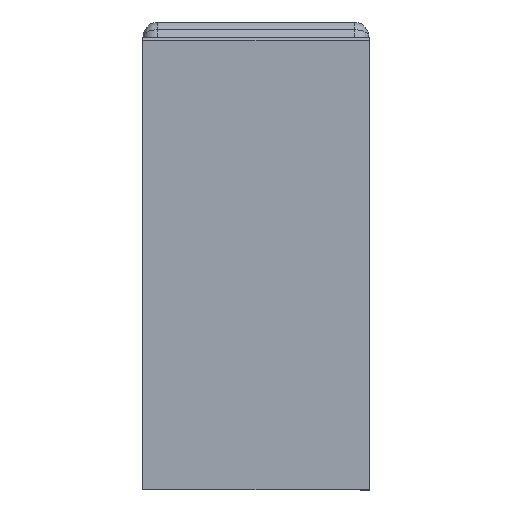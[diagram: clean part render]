
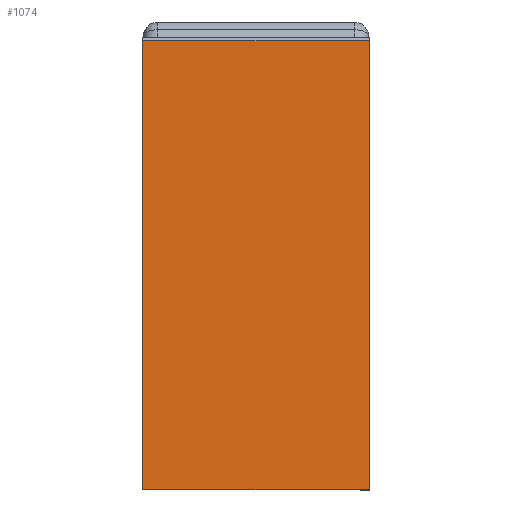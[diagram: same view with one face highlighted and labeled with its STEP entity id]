
A CAD part, left-side view. The second image highlights one B-rep face of the part: STEP entity #1074.
In plain terms, the highlighted planar face has unit normal (-1, 0, 0).
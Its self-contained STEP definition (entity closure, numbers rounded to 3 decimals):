
#34 = CARTESIAN_POINT ( 'NONE',  ( 0., 40., 0. ) ) ;
#45 = CARTESIAN_POINT ( 'NONE',  ( 0., 0., 79.5 ) ) ;
#52 = LINE ( 'NONE', #483, #1081 ) ;
#111 = DIRECTION ( 'NONE',  ( 0., 0., 1. ) ) ;
#185 = EDGE_CURVE ( 'NONE', #952, #485, #385, .T. ) ;
#201 = EDGE_CURVE ( 'NONE', #1034, #485, #1027, .T. ) ;
#269 = CARTESIAN_POINT ( 'NONE',  ( 0., 0., 79.5 ) ) ;
#290 = DIRECTION ( 'NONE',  ( 0., 1., 0. ) ) ;
#297 = VECTOR ( 'NONE', #111, 1000. ) ;
#312 = FACE_OUTER_BOUND ( 'NONE', #919, .T. ) ;
#318 = VECTOR ( 'NONE', #290, 1000. ) ;
#333 = EDGE_CURVE ( 'NONE', #1034, #1015, #52, .T. ) ;
#385 = LINE ( 'NONE', #45, #318 ) ;
#389 = CARTESIAN_POINT ( 'NONE',  ( 0., 0., 79.5 ) ) ;
#407 = ORIENTED_EDGE ( 'NONE', *, *, #185, .T. ) ;
#483 = CARTESIAN_POINT ( 'NONE',  ( 0., 0., 0. ) ) ;
#485 = VERTEX_POINT ( 'NONE', #1072 ) ;
#487 = ORIENTED_EDGE ( 'NONE', *, *, #989, .T. ) ;
#555 = CARTESIAN_POINT ( 'NONE',  ( 0., 40., 24.953 ) ) ;
#559 = DIRECTION ( 'NONE',  ( 0., 0., 1. ) ) ;
#639 = DIRECTION ( 'NONE',  ( 0., 0., 1. ) ) ;
#642 = DIRECTION ( 'NONE',  ( 0., -1., 0. ) ) ;
#706 = PLANE ( 'NONE',  #1082 ) ;
#737 = LINE ( 'NONE', #857, #297 ) ;
#825 = ORIENTED_EDGE ( 'NONE', *, *, #333, .T. ) ;
#857 = CARTESIAN_POINT ( 'NONE',  ( 0., 0., 79.5 ) ) ;
#868 = DIRECTION ( 'NONE',  ( -1., 0., 0. ) ) ;
#910 = ORIENTED_EDGE ( 'NONE', *, *, #201, .F. ) ;
#919 = EDGE_LOOP ( 'NONE', ( #407, #910, #825, #487 ) ) ;
#952 = VERTEX_POINT ( 'NONE', #269 ) ;
#966 = VECTOR ( 'NONE', #639, 1000. ) ;
#989 = EDGE_CURVE ( 'NONE', #1015, #952, #737, .T. ) ;
#1015 = VERTEX_POINT ( 'NONE', #1030 ) ;
#1027 = LINE ( 'NONE', #555, #966 ) ;
#1030 = CARTESIAN_POINT ( 'NONE',  ( 0., 0., 0. ) ) ;
#1034 = VERTEX_POINT ( 'NONE', #34 ) ;
#1072 = CARTESIAN_POINT ( 'NONE',  ( 0., 40., 79.5 ) ) ;
#1074 = ADVANCED_FACE ( 'NONE', ( #312 ), #706, .T. ) ;
#1081 = VECTOR ( 'NONE', #642, 1000. ) ;
#1082 = AXIS2_PLACEMENT_3D ( 'NONE', #389, #868, #559 ) ;
